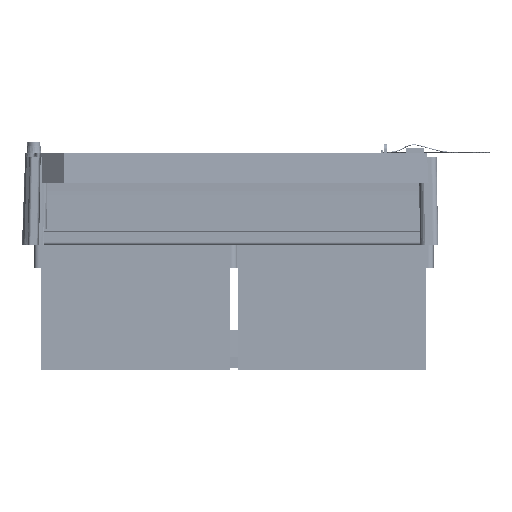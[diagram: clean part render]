
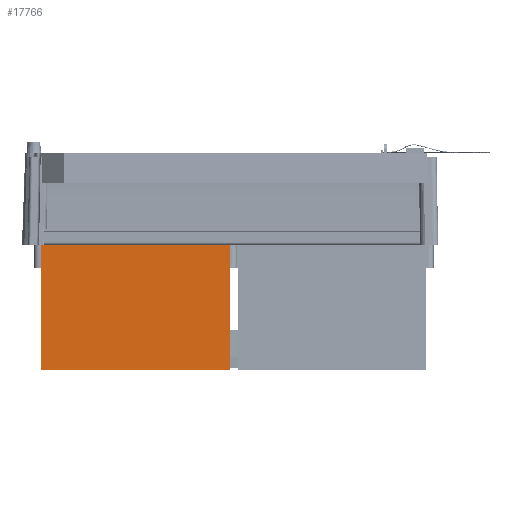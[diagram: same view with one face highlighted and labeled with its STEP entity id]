
A CAD part, left-side view. The second image highlights one B-rep face of the part: STEP entity #17766.
In plain terms, the highlighted planar face has unit normal (-1, 0, 0).
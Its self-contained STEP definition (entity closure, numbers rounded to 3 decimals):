
#3248=DIRECTION('',(0.,-1.,0.));
#3249=VECTOR('',#3248,69.);
#3250=CARTESIAN_POINT('',(-135.1,20.3,-52.05));
#3251=LINE('',#3250,#3249);
#4583=DIRECTION('',(0.,0.,1.));
#4584=VECTOR('',#4583,104.1);
#4585=CARTESIAN_POINT('',(-135.1,-48.7,-52.05));
#4586=LINE('',#4585,#4584);
#5223=DIRECTION('',(0.,0.,-1.));
#5224=VECTOR('',#5223,104.1);
#5225=CARTESIAN_POINT('',(-135.1,20.3,52.05));
#5226=LINE('',#5225,#5224);
#5307=DIRECTION('',(0.,-1.,0.));
#5308=VECTOR('',#5307,69.);
#5309=CARTESIAN_POINT('',(-135.1,20.3,52.05));
#5310=LINE('',#5309,#5308);
#12502=CARTESIAN_POINT('',(-135.1,20.3,-52.05));
#12504=VERTEX_POINT('',#12502);
#12555=CARTESIAN_POINT('',(-135.1,20.3,52.05));
#12556=VERTEX_POINT('',#12555);
#12605=CARTESIAN_POINT('',(-135.1,-48.7,-52.05));
#12606=CARTESIAN_POINT('',(-135.1,-48.7,52.05));
#12607=VERTEX_POINT('',#12605);
#12608=VERTEX_POINT('',#12606);
#17755=CARTESIAN_POINT('',(-135.1,1.,48.95));
#17756=DIRECTION('',(-1.,0.,0.));
#17757=DIRECTION('',(0.,0.,1.));
#17758=AXIS2_PLACEMENT_3D('',#17755,#17756,#17757);
#17759=PLANE('',#17758);
#17760=ORIENTED_EDGE('',*,*,#17694,.F.);
#17761=ORIENTED_EDGE('',*,*,#16951,.T.);
#17762=ORIENTED_EDGE('',*,*,#17114,.F.);
#17763=ORIENTED_EDGE('',*,*,#16397,.F.);
#17764=EDGE_LOOP('',(#17760,#17761,#17762,#17763));
#17765=FACE_OUTER_BOUND('',#17764,.F.);
#17766=ADVANCED_FACE('',(#17765),#17759,.T.);
#16397=EDGE_CURVE('',#12504,#12607,#3251,.T.);
#16951=EDGE_CURVE('',#12556,#12608,#5310,.T.);
#17114=EDGE_CURVE('',#12607,#12608,#4586,.T.);
#17694=EDGE_CURVE('',#12556,#12504,#5226,.T.);
